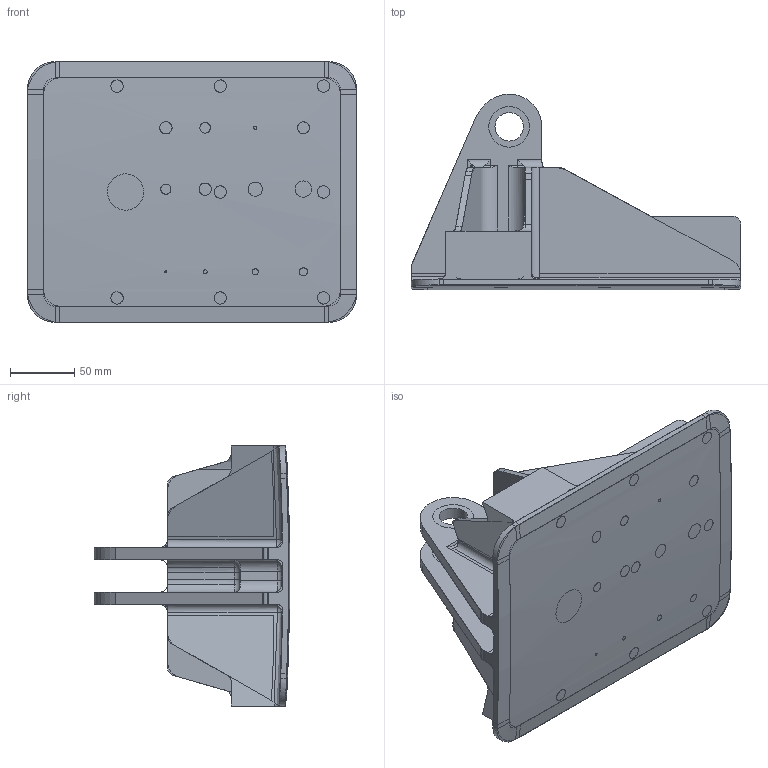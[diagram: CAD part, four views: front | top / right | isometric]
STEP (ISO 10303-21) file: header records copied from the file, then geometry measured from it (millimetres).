
FILE_DESCRIPTION((''),'2;1');
FILE_NAME('QUEST2C','2017-07-28T',('bphinney'),(''),'CREO PARAMETRIC BY PTC INC, 2015290','CREO PARAMETRIC BY PTC INC, 2015290','');
FILE_SCHEMA(('CONFIG_CONTROL_DESIGN'));
Length unit declared in the file: inch
Products named in the file (1): QUEST2C
Bounding box: 256.54 x 152.38 x 203.14 mm (x, y, z)
Volume: 925883.6 mm3; surface area: 450497.2 mm2
Topology: 1 solids, 2 shells, 349 faces, 991 edges, 648 vertices
Faces by surface type: cylinder 175, plane 123, bspline 36, torus 7, cone 4, sphere 4
Entity records: 13800 total; most frequent: CARTESIAN_POINT 5138, ORIENTED_EDGE 1822, DIRECTION 1645, EDGE_CURVE 988, VERTEX_POINT 648, AXIS2_PLACEMENT_3D 572, VECTOR 501, LINE 501
